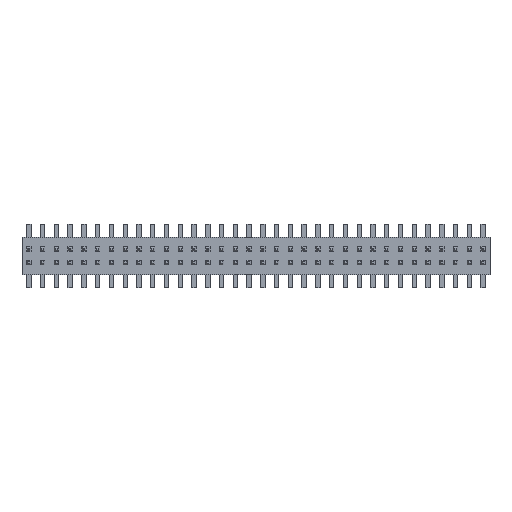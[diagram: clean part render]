
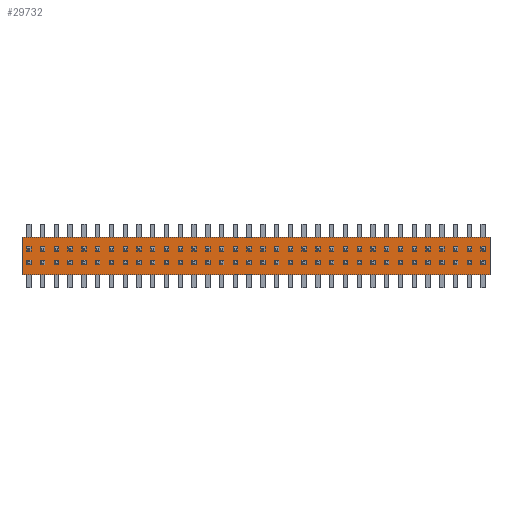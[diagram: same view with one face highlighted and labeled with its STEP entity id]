
A CAD part, top view. The second image highlights one B-rep face of the part: STEP entity #29732.
In plain terms, the highlighted face is planar.
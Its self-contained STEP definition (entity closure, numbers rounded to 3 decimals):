
#29600 = EDGE_CURVE('',#29601,#29603,#29605,.T.);
#29601 = VERTEX_POINT('',#29602);
#29602 = CARTESIAN_POINT('',(-21.59,1.753,-1.715));
#29603 = VERTEX_POINT('',#29604);
#29604 = CARTESIAN_POINT('',(-21.59,1.753,1.715));
#29605 = LINE('',#29606,#29607);
#29606 = CARTESIAN_POINT('',(-21.59,1.753,-1.715));
#29607 = VECTOR('',#29608,1.);
#29608 = DIRECTION('',(0.,0.,1.));
#29640 = EDGE_CURVE('',#29603,#29641,#29643,.T.);
#29641 = VERTEX_POINT('',#29642);
#29642 = CARTESIAN_POINT('',(21.59,1.753,1.715));
#29643 = LINE('',#29644,#29645);
#29644 = CARTESIAN_POINT('',(-21.59,1.753,1.715));
#29645 = VECTOR('',#29646,1.);
#29646 = DIRECTION('',(1.,0.,0.));
#29671 = EDGE_CURVE('',#29641,#29672,#29674,.T.);
#29672 = VERTEX_POINT('',#29673);
#29673 = CARTESIAN_POINT('',(21.59,1.753,-1.715));
#29674 = LINE('',#29675,#29676);
#29675 = CARTESIAN_POINT('',(21.59,1.753,1.715));
#29676 = VECTOR('',#29677,1.);
#29677 = DIRECTION('',(0.,0.,-1.));
#29702 = EDGE_CURVE('',#29672,#29601,#29703,.T.);
#29703 = LINE('',#29704,#29705);
#29704 = CARTESIAN_POINT('',(21.59,1.753,-1.715));
#29705 = VECTOR('',#29706,1.);
#29706 = DIRECTION('',(-1.,0.,0.));
#29732 = ADVANCED_FACE('',(#29733),#29739,.T.);
#29733 = FACE_BOUND('',#29734,.T.);
#29734 = EDGE_LOOP('',(#29735,#29736,#29737,#29738));
#29735 = ORIENTED_EDGE('',*,*,#29600,.T.);
#29736 = ORIENTED_EDGE('',*,*,#29640,.T.);
#29737 = ORIENTED_EDGE('',*,*,#29671,.T.);
#29738 = ORIENTED_EDGE('',*,*,#29702,.T.);
#29739 = PLANE('',#29740);
#29740 = AXIS2_PLACEMENT_3D('',#29741,#29742,#29743);
#29741 = CARTESIAN_POINT('',(0.,1.753,0.));
#29742 = DIRECTION('',(0.,1.,0.));
#29743 = DIRECTION('',(0.,-0.,1.));
